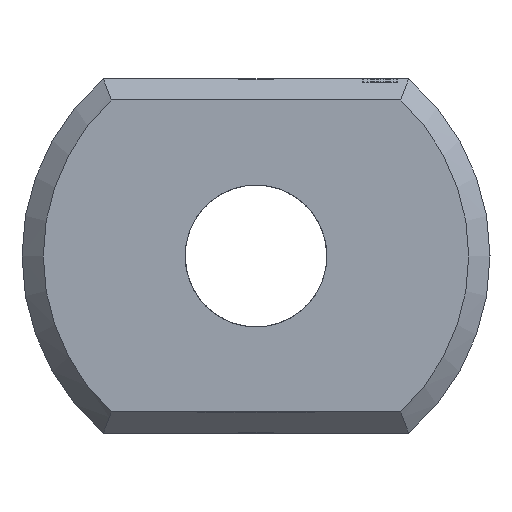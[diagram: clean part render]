
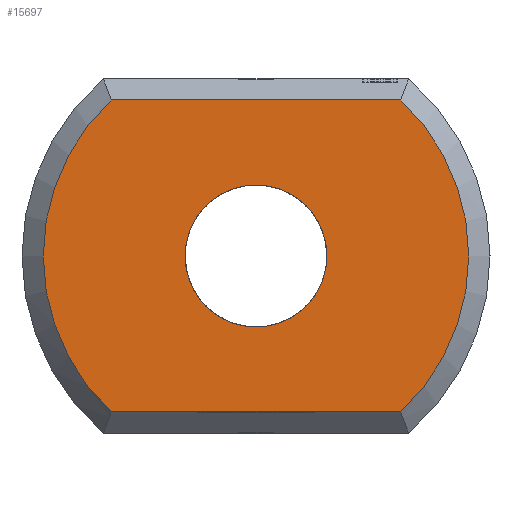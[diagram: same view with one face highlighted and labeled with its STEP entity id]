
A CAD part, left-side view. The second image highlights one B-rep face of the part: STEP entity #15697.
In plain terms, the highlighted planar face has unit normal (-1, 0, 0).
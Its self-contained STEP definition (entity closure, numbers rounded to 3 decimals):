
#3879 = VERTEX_POINT('',#3880);
#3880 = CARTESIAN_POINT('',(0.,-2.04,2.2));
#3889 = VERTEX_POINT('',#3890);
#3890 = CARTESIAN_POINT('',(0.,-2.04,-2.2));
#3897 = EDGE_CURVE('',#3879,#3889,#3898,.T.);
#3898 = CIRCLE('',#3899,3.);
#3899 = AXIS2_PLACEMENT_3D('',#3900,#3901,#3902);
#3900 = CARTESIAN_POINT('',(0.,0.,0.));
#3901 = DIRECTION('',(1.,0.,0.));
#3902 = DIRECTION('',(0.,-0.653,0.758)
  );
#4900 = VERTEX_POINT('',#4901);
#4901 = CARTESIAN_POINT('',(0.,2.04,2.2));
#4908 = EDGE_CURVE('',#3879,#4900,#4909,.T.);
#4909 = LINE('',#4910,#4911);
#4910 = CARTESIAN_POINT('',(0.,-2.154,2.2));
#4911 = VECTOR('',#4912,1.);
#4912 = DIRECTION('',(0.,1.,0.));
#15697 = ADVANCED_FACE('',(#15698,#15717),#15728,.F.);
#15698 = FACE_BOUND('',#15699,.F.);
#15699 = EDGE_LOOP('',(#15700,#15709,#15710,#15711));
#15700 = ORIENTED_EDGE('',*,*,#15701,.T.);
#15701 = EDGE_CURVE('',#15702,#4900,#15704,.T.);
#15702 = VERTEX_POINT('',#15703);
#15703 = CARTESIAN_POINT('',(0.,2.04,-2.2));
#15704 = CIRCLE('',#15705,3.);
#15705 = AXIS2_PLACEMENT_3D('',#15706,#15707,#15708);
#15706 = CARTESIAN_POINT('',(0.,0.,0.));
#15707 = DIRECTION('',(1.,0.,0.));
#15708 = DIRECTION('',(0.,0.653,-0.758)
  );
#15709 = ORIENTED_EDGE('',*,*,#4908,.F.);
#15710 = ORIENTED_EDGE('',*,*,#3897,.T.);
#15711 = ORIENTED_EDGE('',*,*,#15712,.T.);
#15712 = EDGE_CURVE('',#3889,#15702,#15713,.T.);
#15713 = LINE('',#15714,#15715);
#15714 = CARTESIAN_POINT('',(0.,-2.154,-2.2));
#15715 = VECTOR('',#15716,1.);
#15716 = DIRECTION('',(0.,1.,0.));
#15717 = FACE_BOUND('',#15718,.T.);
#15718 = EDGE_LOOP('',(#15719));
#15719 = ORIENTED_EDGE('',*,*,#15720,.T.);
#15720 = EDGE_CURVE('',#15721,#15721,#15723,.T.);
#15721 = VERTEX_POINT('',#15722);
#15722 = CARTESIAN_POINT('',(0.,1.,0.)
  );
#15723 = CIRCLE('',#15724,1.);
#15724 = AXIS2_PLACEMENT_3D('',#15725,#15726,#15727);
#15725 = CARTESIAN_POINT('',(0.,0.,0.));
#15726 = DIRECTION('',(1.,0.,0.));
#15727 = DIRECTION('',(0.,1.,0.));
#15728 = PLANE('',#15729);
#15729 = AXIS2_PLACEMENT_3D('',#15730,#15731,#15732);
#15730 = CARTESIAN_POINT('',(0.,0.,0.));
#15731 = DIRECTION('',(1.,0.,0.));
#15732 = DIRECTION('',(0.,0.,1.));
